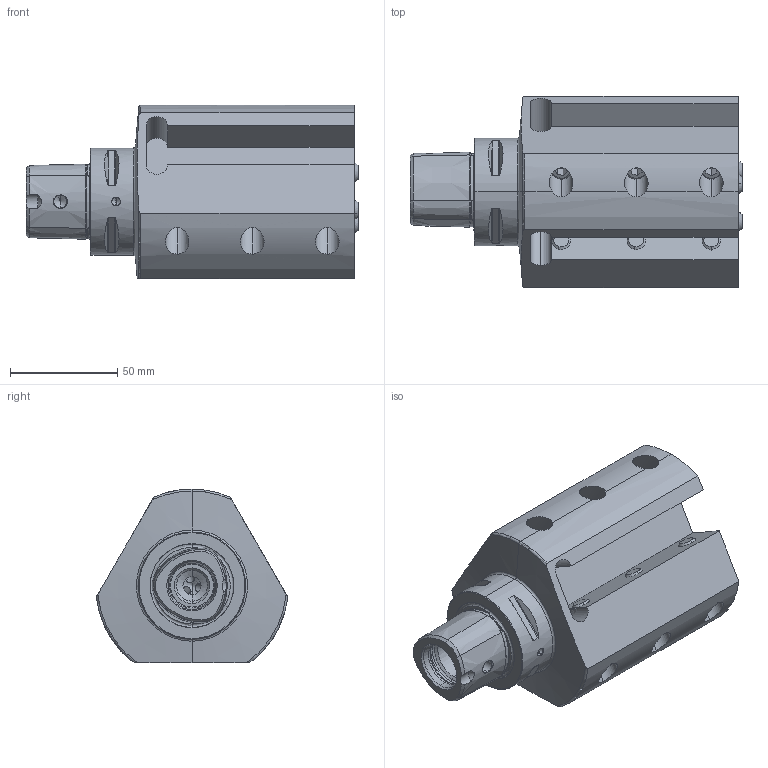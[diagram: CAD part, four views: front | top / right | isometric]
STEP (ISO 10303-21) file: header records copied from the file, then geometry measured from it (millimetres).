
FILE_DESCRIPTION (( 'STEP AP214' ), '1' );
FILE_NAME ('PS5.V20.R31.123.STEP', '2020-09-11T08:05:47', ( '' ), ( '' ), 'SwSTEP 2.0', 'SolidWorks 2017', '' );
FILE_SCHEMA (( 'AUTOMOTIVE_DESIGN' ));
Length unit declared in the file: millimetre
Products named in the file (6): PS5-V20.R31.123_A; KU1-U12.001.010; PS5.V20.R31.123; KU1-U12.001.010_2; ISO 4026 - M10 x 25; KU1-U12.001.010_1
Assembly tree (15 placements, depth 3):
  PS5.V20.R31.123
    PS5-V20.R31.123_A
    ISO 4026 - M10 x 25  x9
    KU1-U12.001.010  x3
      KU1-U12.001.010_1
      KU1-U12.001.010_2
Bounding box: 154.8 x 89.35 x 81 mm (x, y, z)
Volume: 460353.6 mm3; surface area: 83941.7 mm2
Topology: 16 solids, 16 shells, 419 faces, 1011 edges, 617 vertices
Faces by surface type: plane 127, cylinder 126, cone 120, torus 34, sphere 12
Entity records: 9674 total; most frequent: CARTESIAN_POINT 2932, DIRECTION 1354, ORIENTED_EDGE 1282, EDGE_CURVE 641, AXIS2_PLACEMENT_3D 553, VERTEX_POINT 391, EDGE_LOOP 302, CIRCLE 269
